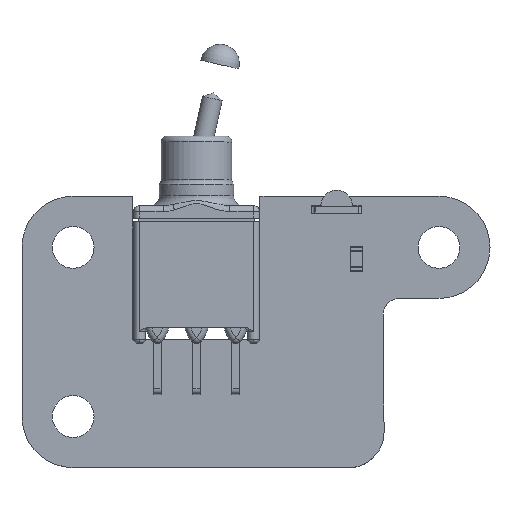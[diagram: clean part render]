
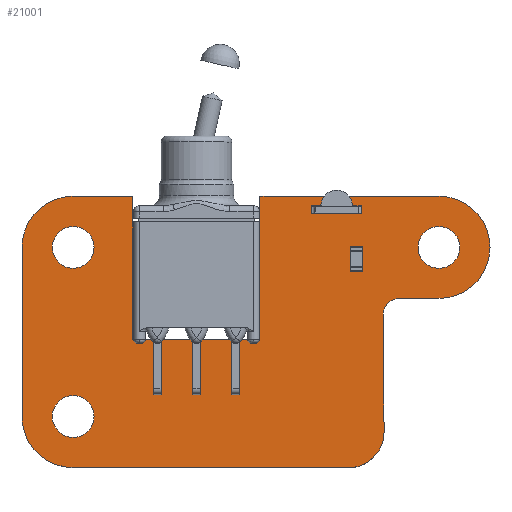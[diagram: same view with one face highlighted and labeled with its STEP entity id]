
A CAD part, top view. The second image highlights one B-rep face of the part: STEP entity #21001.
In plain terms, the highlighted planar face has unit normal (0, 0, 1).
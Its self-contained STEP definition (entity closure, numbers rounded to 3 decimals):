
#20755 = VERTEX_POINT('',#20756);
#20756 = CARTESIAN_POINT('',(148.9,-40.241,1.6));
#20762 = EDGE_CURVE('',#20755,#20763,#20765,.T.);
#20763 = VERTEX_POINT('',#20764);
#20764 = CARTESIAN_POINT('',(148.9,-49.141,1.6));
#20765 = LINE('',#20766,#20767);
#20766 = CARTESIAN_POINT('',(148.9,-40.241,1.6));
#20767 = VECTOR('',#20768,1.);
#20768 = DIRECTION('',(0.,-1.,0.));
#20795 = VERTEX_POINT('',#20796);
#20796 = CARTESIAN_POINT('',(148.9,-39.878,1.6));
#20802 = EDGE_CURVE('',#20795,#20755,#20803,.T.);
#20803 = LINE('',#20804,#20805);
#20804 = CARTESIAN_POINT('',(148.9,-39.878,1.6));
#20805 = VECTOR('',#20806,1.);
#20806 = DIRECTION('',(0.,-1.,0.));
#20824 = EDGE_CURVE('',#20763,#20825,#20827,.T.);
#20825 = VERTEX_POINT('',#20826);
#20826 = CARTESIAN_POINT('',(157.1,-49.141,1.6));
#20827 = LINE('',#20828,#20829);
#20828 = CARTESIAN_POINT('',(148.9,-49.141,1.6));
#20829 = VECTOR('',#20830,1.);
#20830 = DIRECTION('',(1.,0.,0.));
#21001 = ADVANCED_FACE('',(#21002,#21114,#21125,#21136),#21147,.T.);
#21002 = FACE_BOUND('',#21003,.T.);
#21003 = EDGE_LOOP('',(#21004,#21005,#21006,#21014,#21023,#21031,#21040,
    #21048,#21057,#21065,#21074,#21082,#21091,#21099,#21107,#21113));
#21004 = ORIENTED_EDGE('',*,*,#20762,.F.);
#21005 = ORIENTED_EDGE('',*,*,#20802,.F.);
#21006 = ORIENTED_EDGE('',*,*,#21007,.F.);
#21007 = EDGE_CURVE('',#21008,#20795,#21010,.T.);
#21008 = VERTEX_POINT('',#21009);
#21009 = CARTESIAN_POINT('',(145.034,-39.878,1.6));
#21010 = LINE('',#21011,#21012);
#21011 = CARTESIAN_POINT('',(145.034,-39.878,1.6));
#21012 = VECTOR('',#21013,1.);
#21013 = DIRECTION('',(1.,0.,0.));
#21014 = ORIENTED_EDGE('',*,*,#21015,.F.);
#21015 = EDGE_CURVE('',#21016,#21008,#21018,.T.);
#21016 = VERTEX_POINT('',#21017);
#21017 = CARTESIAN_POINT('',(141.732,-43.18,1.6));
#21018 = CIRCLE('',#21019,3.302);
#21019 = AXIS2_PLACEMENT_3D('',#21020,#21021,#21022);
#21020 = CARTESIAN_POINT('',(145.034,-43.18,1.6));
#21021 = DIRECTION('',(0.,0.,-1.));
#21022 = DIRECTION('',(-1.,0.,-0.));
#21023 = ORIENTED_EDGE('',*,*,#21024,.F.);
#21024 = EDGE_CURVE('',#21025,#21016,#21027,.T.);
#21025 = VERTEX_POINT('',#21026);
#21026 = CARTESIAN_POINT('',(141.732,-54.102,1.6));
#21027 = LINE('',#21028,#21029);
#21028 = CARTESIAN_POINT('',(141.732,-54.102,1.6));
#21029 = VECTOR('',#21030,1.);
#21030 = DIRECTION('',(0.,1.,0.));
#21031 = ORIENTED_EDGE('',*,*,#21032,.F.);
#21032 = EDGE_CURVE('',#21033,#21025,#21035,.T.);
#21033 = VERTEX_POINT('',#21034);
#21034 = CARTESIAN_POINT('',(145.034,-57.404,1.6));
#21035 = CIRCLE('',#21036,3.302);
#21036 = AXIS2_PLACEMENT_3D('',#21037,#21038,#21039);
#21037 = CARTESIAN_POINT('',(145.034,-54.102,1.6));
#21038 = DIRECTION('',(0.,0.,-1.));
#21039 = DIRECTION('',(0.,-1.,0.));
#21040 = ORIENTED_EDGE('',*,*,#21041,.F.);
#21041 = EDGE_CURVE('',#21042,#21033,#21044,.T.);
#21042 = VERTEX_POINT('',#21043);
#21043 = CARTESIAN_POINT('',(163.068,-57.404,1.6));
#21044 = LINE('',#21045,#21046);
#21045 = CARTESIAN_POINT('',(163.068,-57.404,1.6));
#21046 = VECTOR('',#21047,1.);
#21047 = DIRECTION('',(-1.,0.,0.));
#21048 = ORIENTED_EDGE('',*,*,#21049,.F.);
#21049 = EDGE_CURVE('',#21050,#21042,#21052,.T.);
#21050 = VERTEX_POINT('',#21051);
#21051 = CARTESIAN_POINT('',(165.114,-55.118,1.6));
#21052 = CIRCLE('',#21053,2.3);
#21053 = AXIS2_PLACEMENT_3D('',#21054,#21055,#21056);
#21054 = CARTESIAN_POINT('',(162.814,-55.118,1.6));
#21055 = DIRECTION('',(0.,0.,-1.));
#21056 = DIRECTION('',(1.,0.,0.));
#21057 = ORIENTED_EDGE('',*,*,#21058,.F.);
#21058 = EDGE_CURVE('',#21059,#21050,#21061,.T.);
#21059 = VERTEX_POINT('',#21060);
#21060 = CARTESIAN_POINT('',(165.056,-47.498,1.6));
#21061 = LINE('',#21062,#21063);
#21062 = CARTESIAN_POINT('',(165.056,-47.498,1.6));
#21063 = VECTOR('',#21064,1.);
#21064 = DIRECTION('',(0.008,-1.,0.));
#21065 = ORIENTED_EDGE('',*,*,#21066,.F.);
#21066 = EDGE_CURVE('',#21067,#21059,#21069,.T.);
#21067 = VERTEX_POINT('',#21068);
#21068 = CARTESIAN_POINT('',(166.072,-46.482,1.6));
#21069 = CIRCLE('',#21070,1.016);
#21070 = AXIS2_PLACEMENT_3D('',#21071,#21072,#21073);
#21071 = CARTESIAN_POINT('',(166.072,-47.498,1.6));
#21072 = DIRECTION('',(0.,0.,1.));
#21073 = DIRECTION('',(0.,1.,0.));
#21074 = ORIENTED_EDGE('',*,*,#21075,.F.);
#21075 = EDGE_CURVE('',#21076,#21067,#21078,.T.);
#21076 = VERTEX_POINT('',#21077);
#21077 = CARTESIAN_POINT('',(168.656,-46.478,1.6));
#21078 = LINE('',#21079,#21080);
#21079 = CARTESIAN_POINT('',(168.656,-46.478,1.6));
#21080 = VECTOR('',#21081,1.);
#21081 = DIRECTION('',(-1.,-0.002,0.));
#21082 = ORIENTED_EDGE('',*,*,#21083,.F.);
#21083 = EDGE_CURVE('',#21084,#21076,#21086,.T.);
#21084 = VERTEX_POINT('',#21085);
#21085 = CARTESIAN_POINT('',(168.656,-39.882,1.6));
#21086 = CIRCLE('',#21087,3.298);
#21087 = AXIS2_PLACEMENT_3D('',#21088,#21089,#21090);
#21088 = CARTESIAN_POINT('',(168.656,-43.18,1.6));
#21089 = DIRECTION('',(0.,0.,-1.));
#21090 = DIRECTION('',(0.,1.,0.));
#21091 = ORIENTED_EDGE('',*,*,#21092,.F.);
#21092 = EDGE_CURVE('',#21093,#21084,#21095,.T.);
#21093 = VERTEX_POINT('',#21094);
#21094 = CARTESIAN_POINT('',(157.1,-39.878,1.6));
#21095 = LINE('',#21096,#21097);
#21096 = CARTESIAN_POINT('',(157.1,-39.878,1.6));
#21097 = VECTOR('',#21098,1.);
#21098 = DIRECTION('',(1.,0.,0.));
#21099 = ORIENTED_EDGE('',*,*,#21100,.F.);
#21100 = EDGE_CURVE('',#21101,#21093,#21103,.T.);
#21101 = VERTEX_POINT('',#21102);
#21102 = CARTESIAN_POINT('',(157.1,-40.241,1.6));
#21103 = LINE('',#21104,#21105);
#21104 = CARTESIAN_POINT('',(157.1,-40.241,1.6));
#21105 = VECTOR('',#21106,1.);
#21106 = DIRECTION('',(0.,1.,0.));
#21107 = ORIENTED_EDGE('',*,*,#21108,.F.);
#21108 = EDGE_CURVE('',#20825,#21101,#21109,.T.);
#21109 = LINE('',#21110,#21111);
#21110 = CARTESIAN_POINT('',(157.1,-49.141,1.6));
#21111 = VECTOR('',#21112,1.);
#21112 = DIRECTION('',(0.,1.,0.));
#21113 = ORIENTED_EDGE('',*,*,#20824,.F.);
#21114 = FACE_BOUND('',#21115,.T.);
#21115 = EDGE_LOOP('',(#21116));
#21116 = ORIENTED_EDGE('',*,*,#21117,.T.);
#21117 = EDGE_CURVE('',#21118,#21118,#21120,.T.);
#21118 = VERTEX_POINT('',#21119);
#21119 = CARTESIAN_POINT('',(145.034,-55.452,1.6));
#21120 = CIRCLE('',#21121,1.35);
#21121 = AXIS2_PLACEMENT_3D('',#21122,#21123,#21124);
#21122 = CARTESIAN_POINT('',(145.034,-54.102,1.6));
#21123 = DIRECTION('',(-0.,0.,-1.));
#21124 = DIRECTION('',(-0.,-1.,0.));
#21125 = FACE_BOUND('',#21126,.T.);
#21126 = EDGE_LOOP('',(#21127));
#21127 = ORIENTED_EDGE('',*,*,#21128,.T.);
#21128 = EDGE_CURVE('',#21129,#21129,#21131,.T.);
#21129 = VERTEX_POINT('',#21130);
#21130 = CARTESIAN_POINT('',(145.034,-44.53,1.6));
#21131 = CIRCLE('',#21132,1.35);
#21132 = AXIS2_PLACEMENT_3D('',#21133,#21134,#21135);
#21133 = CARTESIAN_POINT('',(145.034,-43.18,1.6));
#21134 = DIRECTION('',(-0.,0.,-1.));
#21135 = DIRECTION('',(-0.,-1.,0.));
#21136 = FACE_BOUND('',#21137,.T.);
#21137 = EDGE_LOOP('',(#21138));
#21138 = ORIENTED_EDGE('',*,*,#21139,.T.);
#21139 = EDGE_CURVE('',#21140,#21140,#21142,.T.);
#21140 = VERTEX_POINT('',#21141);
#21141 = CARTESIAN_POINT('',(168.656,-44.53,1.6));
#21142 = CIRCLE('',#21143,1.35);
#21143 = AXIS2_PLACEMENT_3D('',#21144,#21145,#21146);
#21144 = CARTESIAN_POINT('',(168.656,-43.18,1.6));
#21145 = DIRECTION('',(-0.,0.,-1.));
#21146 = DIRECTION('',(-0.,-1.,0.));
#21147 = PLANE('',#21148);
#21148 = AXIS2_PLACEMENT_3D('',#21149,#21150,#21151);
#21149 = CARTESIAN_POINT('',(0.,0.,1.6));
#21150 = DIRECTION('',(0.,0.,1.));
#21151 = DIRECTION('',(1.,0.,-0.));
